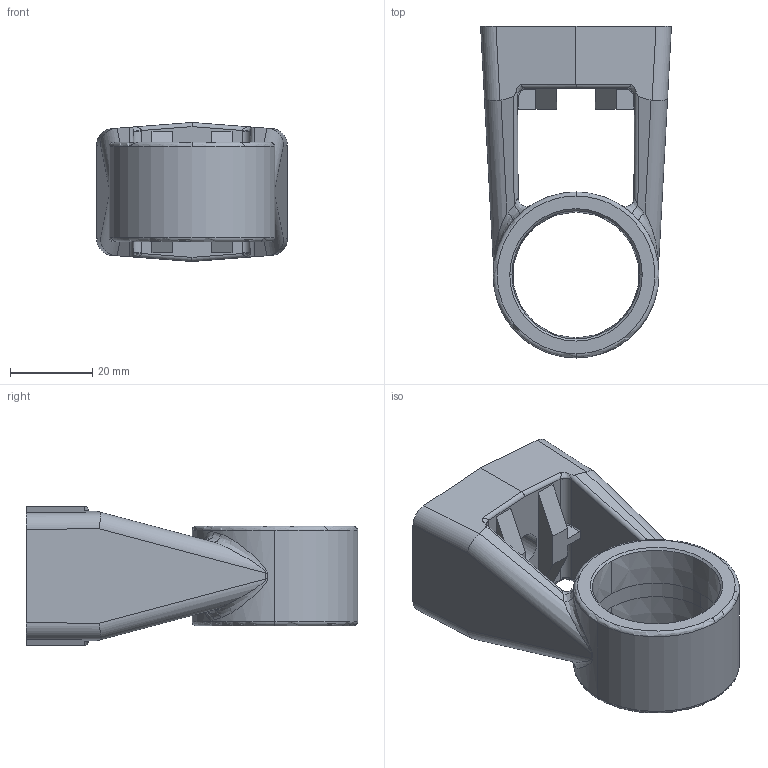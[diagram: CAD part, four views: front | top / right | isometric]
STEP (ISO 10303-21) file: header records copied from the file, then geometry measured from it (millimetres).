
FILE_DESCRIPTION (( 'STEP AP203' ), '1' );
FILE_NAME ('TK04.A.PLS.STEP', '2022-03-16T05:19:01', ( '' ), ( '' ), 'SwSTEP 2.0', 'SolidWorks 2021', '' );
FILE_SCHEMA (( 'CONFIG_CONTROL_DESIGN' ));
Length unit declared in the file: millimetre
Products named in the file (1): TK04.A.PLS
Bounding box: 46.28 x 80.48 x 33.7 mm (x, y, z)
Volume: 34329.2 mm3; surface area: 18140.3 mm2
Topology: 1 solids, 1 shells, 158 faces, 420 edges, 268 vertices
Faces by surface type: plane 52, cylinder 51, bspline 31, cone 16, torus 8
Entity records: 7904 total; most frequent: CARTESIAN_POINT 4214, ORIENTED_EDGE 840, DIRECTION 652, EDGE_CURVE 420, VERTEX_POINT 268, AXIS2_PLACEMENT_3D 226, LINE 200, VECTOR 200
